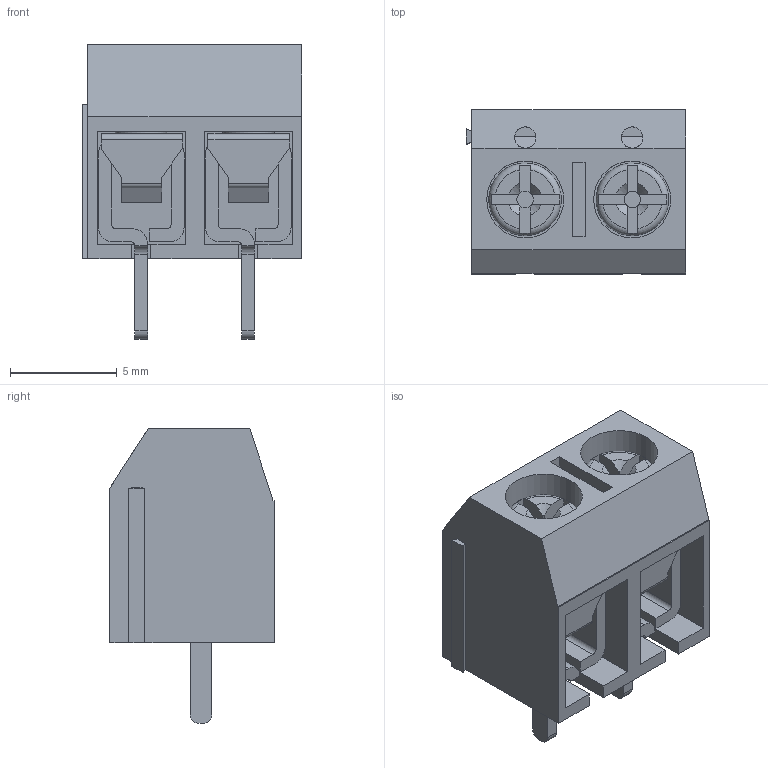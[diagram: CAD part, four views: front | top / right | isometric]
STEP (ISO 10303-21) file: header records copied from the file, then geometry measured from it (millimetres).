
FILE_DESCRIPTION(('FreeCAD Model'),'2;1');
FILE_NAME('Open CASCADE Shape Model','2024-06-28T10:53:37',(''),(''), 'Open CASCADE STEP processor 7.6','FreeCAD','Unknown');
FILE_SCHEMA(('AUTOMOTIVE_DESIGN { 1 0 10303 214 1 1 1 1 }'));
Length unit declared in the file: millimetre
Products named in the file (11): KLS2-360-5.00-2P-2S; Frame; Screws; Body001; Body002; Plates; Plate001; Plate002; Contacts; Contact001; Contact002
Assembly tree (10 placements, depth 3):
  KLS2-360-5.00-2P-2S
    Frame
    Screws
      Body001
      Body002
    Plates
      Plate001
      Plate002
    Contacts
      Contact001
      Contact002
Bounding box: 10.25 x 7.68 x 13.79 mm (x, y, z)
Volume: 480.8 mm3; surface area: 1430.3 mm2
Topology: 7 solids, 7 shells, 245 faces, 668 edges, 442 vertices
Faces by surface type: plane 162, cylinder 60, cone 10, bspline 7, torus 6
Full cylindrical faces by diameter (mm): 0.772 x2, 1 x2, 1.8 x2, 2 x2, 2.4 x2, 2.6 x2, 3.4 x2, 3.6 x2
Entity records: 8532 total; most frequent: CARTESIAN_POINT 1987, ORIENTED_EDGE 1336, DIRECTION 1306, EDGE_CURVE 668, VERTEX_POINT 442, LINE 440, VECTOR 440, AXIS2_PLACEMENT_3D 433
